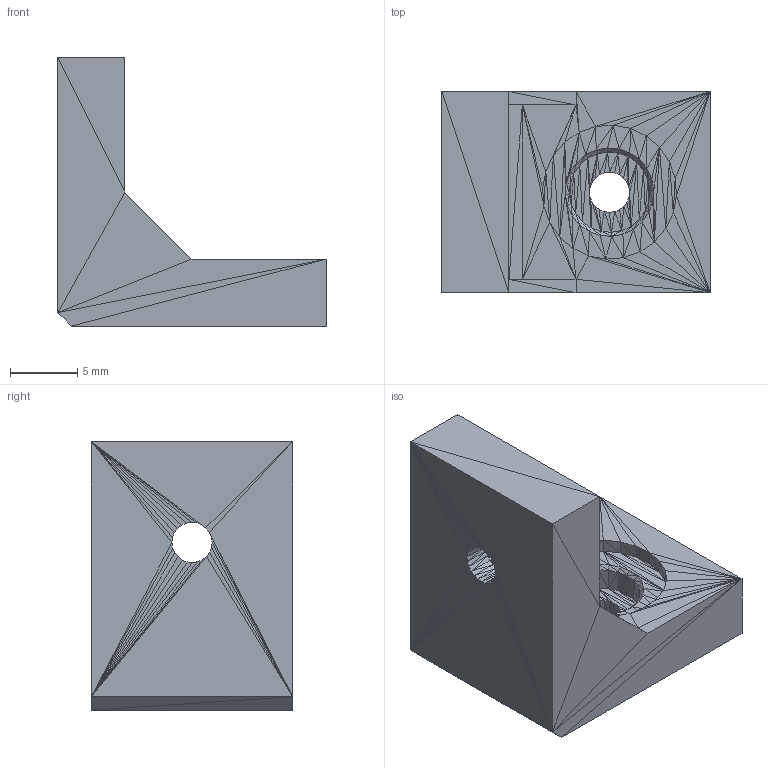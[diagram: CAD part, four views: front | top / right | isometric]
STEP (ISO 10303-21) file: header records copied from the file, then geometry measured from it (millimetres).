
FILE_DESCRIPTION(('FreeCAD Model'),'2;1');
FILE_NAME('lbracket.step', '2018-06-15T16:33:50',('Author'),(''), 'Open CASCADE STEP processor 7.2','FreeCAD','Unknown');
FILE_SCHEMA(('AUTOMOTIVE_DESIGN { 1 0 10303 214 1 1 1 1 }'));
Length unit declared in the file: millimetre
Products named in the file (1): lbracket001
Bounding box: 20 x 15 x 20 mm (x, y, z)
Surface area: 1716.8 mm2 (no closed solid volume)
Topology: 0 solids, 1 shells, 724 faces, 1086 edges, 360 vertices
Faces by surface type: plane 724
Entity records: 27175 total; most frequent: CARTESIAN_POINT 5429, DIRECTION 3622, ORIENTED_EDGE 2172, LINE 2172, VECTOR 2172, PCURVE 2172, DEFINITIONAL_REPRESENTATION 2172, EDGE_CURVE 1086
